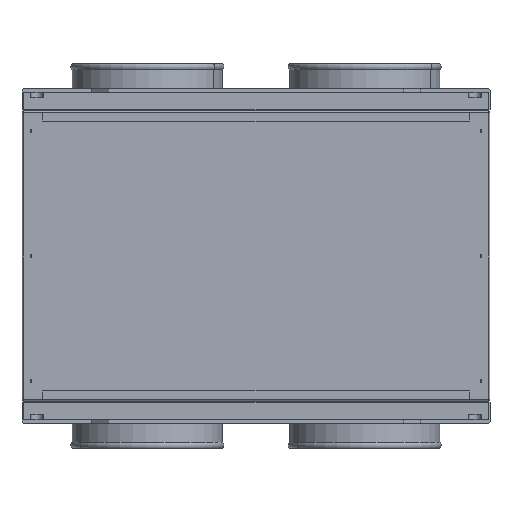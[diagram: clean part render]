
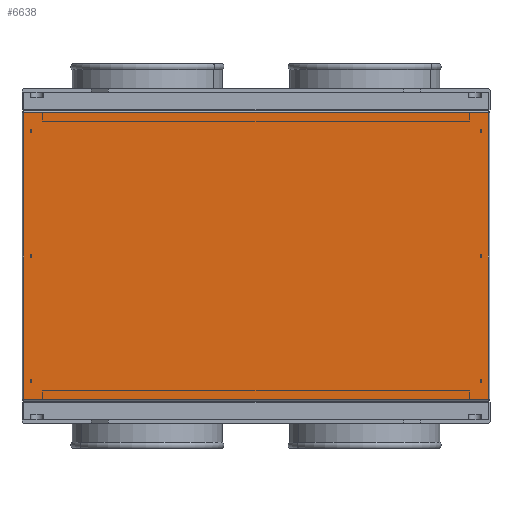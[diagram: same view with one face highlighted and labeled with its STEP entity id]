
A CAD part, front view. The second image highlights one B-rep face of the part: STEP entity #6638.
In plain terms, the highlighted planar face has unit normal (0, -1, 0).
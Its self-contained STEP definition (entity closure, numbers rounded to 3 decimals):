
#6443=CARTESIAN_POINT('Axis2P3D Location',(279.,-187.,38.5)) ;
#6448=CARTESIAN_POINT('Line Origine',(-277.75,-187.,200.)) ;
#6452=CARTESIAN_POINT('Vertex',(-277.75,-187.,371.5)) ;
#6454=CARTESIAN_POINT('Vertex',(-277.75,-187.,28.5)) ;
#6457=CARTESIAN_POINT('Line Origine',(0.,-187.,28.5)) ;
#6461=CARTESIAN_POINT('Vertex',(277.75,-187.,28.5)) ;
#6464=CARTESIAN_POINT('Line Origine',(277.75,-187.,200.)) ;
#6468=CARTESIAN_POINT('Vertex',(277.75,-187.,371.5)) ;
#6471=CARTESIAN_POINT('Line Origine',(0.,-187.,371.5)) ;
#6482=CARTESIAN_POINT('Line Origine',(269.,-187.,50.)) ;
#6486=CARTESIAN_POINT('Vertex',(269.,-187.,48.097)) ;
#6488=CARTESIAN_POINT('Vertex',(269.,-187.,51.903)) ;
#6491=CARTESIAN_POINT('Axis2P3D Location',(268.,-187.,50.)) ;
#6495=CARTESIAN_POINT('Vertex',(270.15,-187.,50.)) ;
#6498=CARTESIAN_POINT('Axis2P3D Location',(268.,-187.,50.)) ;
#6508=CARTESIAN_POINT('Line Origine',(-269.,-187.,200.)) ;
#6512=CARTESIAN_POINT('Vertex',(-269.,-187.,198.097)) ;
#6514=CARTESIAN_POINT('Vertex',(-269.,-187.,201.903)) ;
#6517=CARTESIAN_POINT('Axis2P3D Location',(-268.,-187.,200.)) ;
#6521=CARTESIAN_POINT('Vertex',(-270.15,-187.,200.)) ;
#6524=CARTESIAN_POINT('Axis2P3D Location',(-268.,-187.,200.)) ;
#6534=CARTESIAN_POINT('Axis2P3D Location',(-268.,-187.,50.)) ;
#6538=CARTESIAN_POINT('Vertex',(-270.15,-187.,50.)) ;
#6540=CARTESIAN_POINT('Vertex',(-269.,-187.,48.097)) ;
#6543=CARTESIAN_POINT('Axis2P3D Location',(-268.,-187.,50.)) ;
#6547=CARTESIAN_POINT('Vertex',(-269.,-187.,51.903)) ;
#6550=CARTESIAN_POINT('Line Origine',(-269.,-187.,50.)) ;
#6560=CARTESIAN_POINT('Axis2P3D Location',(268.,-187.,200.)) ;
#6564=CARTESIAN_POINT('Vertex',(269.,-187.,198.097)) ;
#6566=CARTESIAN_POINT('Vertex',(270.15,-187.,200.)) ;
#6569=CARTESIAN_POINT('Line Origine',(269.,-187.,200.)) ;
#6573=CARTESIAN_POINT('Vertex',(269.,-187.,201.903)) ;
#6576=CARTESIAN_POINT('Axis2P3D Location',(268.,-187.,200.)) ;
#6586=CARTESIAN_POINT('Axis2P3D Location',(268.,-187.,350.)) ;
#6590=CARTESIAN_POINT('Vertex',(270.15,-187.,350.)) ;
#6592=CARTESIAN_POINT('Vertex',(269.,-187.,351.903)) ;
#6595=CARTESIAN_POINT('Axis2P3D Location',(268.,-187.,350.)) ;
#6599=CARTESIAN_POINT('Vertex',(269.,-187.,348.097)) ;
#6602=CARTESIAN_POINT('Line Origine',(269.,-187.,350.)) ;
#6612=CARTESIAN_POINT('Line Origine',(-269.,-187.,350.)) ;
#6616=CARTESIAN_POINT('Vertex',(-269.,-187.,348.097)) ;
#6618=CARTESIAN_POINT('Vertex',(-269.,-187.,351.903)) ;
#6621=CARTESIAN_POINT('Axis2P3D Location',(-268.,-187.,350.)) ;
#6625=CARTESIAN_POINT('Vertex',(-270.15,-187.,350.)) ;
#6628=CARTESIAN_POINT('Axis2P3D Location',(-268.,-187.,350.)) ;
#6444=DIRECTION('Axis2P3D Direction',(0.,1.,-0.)) ;
#6445=DIRECTION('Axis2P3D XDirection',(-1.,0.,0.)) ;
#6449=DIRECTION('Vector Direction',(0.,0.,-1.)) ;
#6458=DIRECTION('Vector Direction',(-1.,0.,0.)) ;
#6465=DIRECTION('Vector Direction',(0.,0.,1.)) ;
#6472=DIRECTION('Vector Direction',(1.,0.,0.)) ;
#6483=DIRECTION('Vector Direction',(0.,0.,1.)) ;
#6492=DIRECTION('Axis2P3D Direction',(0.,1.,-0.)) ;
#6499=DIRECTION('Axis2P3D Direction',(0.,1.,-0.)) ;
#6509=DIRECTION('Vector Direction',(0.,0.,1.)) ;
#6518=DIRECTION('Axis2P3D Direction',(0.,1.,-0.)) ;
#6525=DIRECTION('Axis2P3D Direction',(0.,1.,-0.)) ;
#6535=DIRECTION('Axis2P3D Direction',(0.,1.,-0.)) ;
#6544=DIRECTION('Axis2P3D Direction',(0.,1.,-0.)) ;
#6551=DIRECTION('Vector Direction',(0.,0.,1.)) ;
#6561=DIRECTION('Axis2P3D Direction',(0.,1.,-0.)) ;
#6570=DIRECTION('Vector Direction',(0.,0.,1.)) ;
#6577=DIRECTION('Axis2P3D Direction',(0.,1.,-0.)) ;
#6587=DIRECTION('Axis2P3D Direction',(0.,1.,-0.)) ;
#6596=DIRECTION('Axis2P3D Direction',(0.,1.,-0.)) ;
#6603=DIRECTION('Vector Direction',(0.,0.,1.)) ;
#6613=DIRECTION('Vector Direction',(0.,0.,1.)) ;
#6622=DIRECTION('Axis2P3D Direction',(0.,1.,-0.)) ;
#6629=DIRECTION('Axis2P3D Direction',(0.,1.,-0.)) ;
#6446=AXIS2_PLACEMENT_3D('Plane Axis2P3D',#6443,#6444,#6445) ;
#6493=AXIS2_PLACEMENT_3D('Circle Axis2P3D',#6491,#6492,$) ;
#6500=AXIS2_PLACEMENT_3D('Circle Axis2P3D',#6498,#6499,$) ;
#6519=AXIS2_PLACEMENT_3D('Circle Axis2P3D',#6517,#6518,$) ;
#6526=AXIS2_PLACEMENT_3D('Circle Axis2P3D',#6524,#6525,$) ;
#6536=AXIS2_PLACEMENT_3D('Circle Axis2P3D',#6534,#6535,$) ;
#6545=AXIS2_PLACEMENT_3D('Circle Axis2P3D',#6543,#6544,$) ;
#6562=AXIS2_PLACEMENT_3D('Circle Axis2P3D',#6560,#6561,$) ;
#6578=AXIS2_PLACEMENT_3D('Circle Axis2P3D',#6576,#6577,$) ;
#6588=AXIS2_PLACEMENT_3D('Circle Axis2P3D',#6586,#6587,$) ;
#6597=AXIS2_PLACEMENT_3D('Circle Axis2P3D',#6595,#6596,$) ;
#6623=AXIS2_PLACEMENT_3D('Circle Axis2P3D',#6621,#6622,$) ;
#6630=AXIS2_PLACEMENT_3D('Circle Axis2P3D',#6628,#6629,$) ;
#6477=ORIENTED_EDGE('',*,*,#6456,.T.) ;
#6478=ORIENTED_EDGE('',*,*,#6463,.F.) ;
#6479=ORIENTED_EDGE('',*,*,#6470,.T.) ;
#6480=ORIENTED_EDGE('',*,*,#6475,.F.) ;
#6504=ORIENTED_EDGE('',*,*,#6490,.T.) ;
#6505=ORIENTED_EDGE('',*,*,#6497,.F.) ;
#6506=ORIENTED_EDGE('',*,*,#6502,.F.) ;
#6530=ORIENTED_EDGE('',*,*,#6516,.F.) ;
#6531=ORIENTED_EDGE('',*,*,#6523,.F.) ;
#6532=ORIENTED_EDGE('',*,*,#6528,.F.) ;
#6556=ORIENTED_EDGE('',*,*,#6542,.F.) ;
#6557=ORIENTED_EDGE('',*,*,#6549,.F.) ;
#6558=ORIENTED_EDGE('',*,*,#6554,.F.) ;
#6582=ORIENTED_EDGE('',*,*,#6568,.F.) ;
#6583=ORIENTED_EDGE('',*,*,#6575,.T.) ;
#6584=ORIENTED_EDGE('',*,*,#6580,.F.) ;
#6608=ORIENTED_EDGE('',*,*,#6594,.F.) ;
#6609=ORIENTED_EDGE('',*,*,#6601,.F.) ;
#6610=ORIENTED_EDGE('',*,*,#6606,.T.) ;
#6634=ORIENTED_EDGE('',*,*,#6620,.F.) ;
#6635=ORIENTED_EDGE('',*,*,#6627,.F.) ;
#6636=ORIENTED_EDGE('',*,*,#6632,.F.) ;
#6507=FACE_BOUND('',#6503,.T.) ;
#6533=FACE_BOUND('',#6529,.T.) ;
#6559=FACE_BOUND('',#6555,.T.) ;
#6585=FACE_BOUND('',#6581,.T.) ;
#6611=FACE_BOUND('',#6607,.T.) ;
#6637=FACE_BOUND('',#6633,.T.) ;
#6450=VECTOR('Line Direction',#6449,1.) ;
#6459=VECTOR('Line Direction',#6458,1.) ;
#6466=VECTOR('Line Direction',#6465,1.) ;
#6473=VECTOR('Line Direction',#6472,1.) ;
#6484=VECTOR('Line Direction',#6483,1.) ;
#6510=VECTOR('Line Direction',#6509,1.) ;
#6552=VECTOR('Line Direction',#6551,1.) ;
#6571=VECTOR('Line Direction',#6570,1.) ;
#6604=VECTOR('Line Direction',#6603,1.) ;
#6614=VECTOR('Line Direction',#6613,1.) ;
#6638=ADVANCED_FACE('Hauptk\X2\00F6\X0\rper',(#6481,#6507,#6533,#6559,#6585,#6611,#6637),#6447,.F.) ;
#6494=CIRCLE('generated circle',#6493,2.15) ;
#6501=CIRCLE('generated circle',#6500,2.15) ;
#6520=CIRCLE('generated circle',#6519,2.15) ;
#6527=CIRCLE('generated circle',#6526,2.15) ;
#6537=CIRCLE('generated circle',#6536,2.15) ;
#6546=CIRCLE('generated circle',#6545,2.15) ;
#6563=CIRCLE('generated circle',#6562,2.15) ;
#6579=CIRCLE('generated circle',#6578,2.15) ;
#6589=CIRCLE('generated circle',#6588,2.15) ;
#6598=CIRCLE('generated circle',#6597,2.15) ;
#6624=CIRCLE('generated circle',#6623,2.15) ;
#6631=CIRCLE('generated circle',#6630,2.15) ;
#6456=EDGE_CURVE('',#6453,#6455,#6451,.T.) ;
#6463=EDGE_CURVE('',#6462,#6455,#6460,.T.) ;
#6470=EDGE_CURVE('',#6462,#6469,#6467,.T.) ;
#6475=EDGE_CURVE('',#6453,#6469,#6474,.T.) ;
#6490=EDGE_CURVE('',#6487,#6489,#6485,.T.) ;
#6497=EDGE_CURVE('',#6496,#6489,#6494,.F.) ;
#6502=EDGE_CURVE('',#6487,#6496,#6501,.F.) ;
#6516=EDGE_CURVE('',#6513,#6515,#6511,.T.) ;
#6523=EDGE_CURVE('',#6522,#6513,#6520,.F.) ;
#6528=EDGE_CURVE('',#6515,#6522,#6527,.F.) ;
#6542=EDGE_CURVE('',#6539,#6541,#6537,.F.) ;
#6549=EDGE_CURVE('',#6548,#6539,#6546,.F.) ;
#6554=EDGE_CURVE('',#6541,#6548,#6553,.T.) ;
#6568=EDGE_CURVE('',#6565,#6567,#6563,.F.) ;
#6575=EDGE_CURVE('',#6565,#6574,#6572,.T.) ;
#6580=EDGE_CURVE('',#6567,#6574,#6579,.F.) ;
#6594=EDGE_CURVE('',#6591,#6593,#6589,.F.) ;
#6601=EDGE_CURVE('',#6600,#6591,#6598,.F.) ;
#6606=EDGE_CURVE('',#6600,#6593,#6605,.T.) ;
#6620=EDGE_CURVE('',#6617,#6619,#6615,.T.) ;
#6627=EDGE_CURVE('',#6626,#6617,#6624,.F.) ;
#6632=EDGE_CURVE('',#6619,#6626,#6631,.F.) ;
#6476=EDGE_LOOP('',(#6477,#6478,#6479,#6480)) ;
#6503=EDGE_LOOP('',(#6504,#6505,#6506)) ;
#6529=EDGE_LOOP('',(#6530,#6531,#6532)) ;
#6555=EDGE_LOOP('',(#6556,#6557,#6558)) ;
#6581=EDGE_LOOP('',(#6582,#6583,#6584)) ;
#6607=EDGE_LOOP('',(#6608,#6609,#6610)) ;
#6633=EDGE_LOOP('',(#6634,#6635,#6636)) ;
#6481=FACE_OUTER_BOUND('',#6476,.T.) ;
#6451=LINE('Line',#6448,#6450) ;
#6460=LINE('Line',#6457,#6459) ;
#6467=LINE('Line',#6464,#6466) ;
#6474=LINE('Line',#6471,#6473) ;
#6485=LINE('Line',#6482,#6484) ;
#6511=LINE('Line',#6508,#6510) ;
#6553=LINE('Line',#6550,#6552) ;
#6572=LINE('Line',#6569,#6571) ;
#6605=LINE('Line',#6602,#6604) ;
#6615=LINE('Line',#6612,#6614) ;
#6447=PLANE('',#6446) ;
#6453=VERTEX_POINT('',#6452) ;
#6455=VERTEX_POINT('',#6454) ;
#6462=VERTEX_POINT('',#6461) ;
#6469=VERTEX_POINT('',#6468) ;
#6487=VERTEX_POINT('',#6486) ;
#6489=VERTEX_POINT('',#6488) ;
#6496=VERTEX_POINT('',#6495) ;
#6513=VERTEX_POINT('',#6512) ;
#6515=VERTEX_POINT('',#6514) ;
#6522=VERTEX_POINT('',#6521) ;
#6539=VERTEX_POINT('',#6538) ;
#6541=VERTEX_POINT('',#6540) ;
#6548=VERTEX_POINT('',#6547) ;
#6565=VERTEX_POINT('',#6564) ;
#6567=VERTEX_POINT('',#6566) ;
#6574=VERTEX_POINT('',#6573) ;
#6591=VERTEX_POINT('',#6590) ;
#6593=VERTEX_POINT('',#6592) ;
#6600=VERTEX_POINT('',#6599) ;
#6617=VERTEX_POINT('',#6616) ;
#6619=VERTEX_POINT('',#6618) ;
#6626=VERTEX_POINT('',#6625) ;
